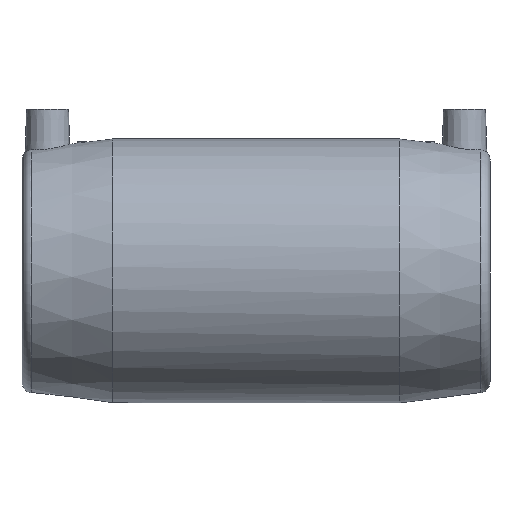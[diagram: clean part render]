
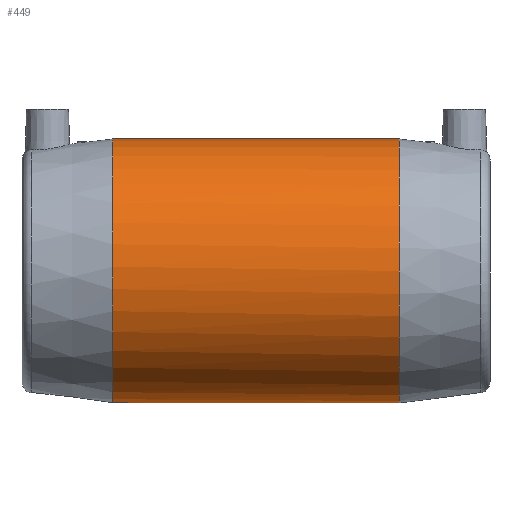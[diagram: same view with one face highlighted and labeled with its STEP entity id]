
A CAD part, front view. The second image highlights one B-rep face of the part: STEP entity #449.
In plain terms, the highlighted cylindrical face has radius 59.5 mm (diameter 119 mm), a full revolution.
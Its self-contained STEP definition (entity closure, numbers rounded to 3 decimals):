
#71=B_SPLINE_CURVE_WITH_KNOTS('',3,(#1050,#1051,#1052,#1053,#1054,#1055,
#1056,#1057,#1058,#1059,#1060,#1061,#1062,#1063,#1064,#1065,#1066,#1067,
#1068,#1069,#1070,#1071,#1072,#1073,#1074,#1075,#1076,#1077,#1078,#1079,
#1080,#1081,#1082,#1083,#1084,#1085,#1086,#1087,#1088,#1089,#1090,#1091,
#1092,#1093,#1094,#1095,#1096,#1097,#1098,#1099,#1100,#1101,#1102,#1103,
#1104,#1105),.UNSPECIFIED.,.T.,.F.,(1,1,1,1,1,1,1,1,1,1,1,1,1,1,1,1,1,1,
1,1,1,1,1,1,1,1,1,1,1,1,1,1,1,1,1,1,1,1,1,1,1,1,1,1,1,1,1,1,1,1,1,1,1,1,
1,1,1,1,1,1),(-0.016,-0.008,-0.004,
0.,0.008,0.012,0.016,
0.02,0.024,0.032,0.04,
0.044,0.048,0.052,0.056,
0.064,0.068,0.072,0.08,
0.088,0.092,0.096,0.1,
0.104,0.108,0.112,0.12,
0.124,0.128,0.136,0.14,
0.144,0.148,0.152,0.16,
0.164,0.168,0.172,0.176,0.18,
0.184,0.188,0.192,0.196,
0.2,0.204,0.208,0.216,
0.22,0.224,0.229,0.233,
0.237,0.241,0.249,0.253,
0.257,0.265,0.269,0.273),
 .UNSPECIFIED.);
#127=ORIENTED_EDGE('',*,*,#193,.T.);
#128=ORIENTED_EDGE('',*,*,#192,.F.);
#129=ORIENTED_EDGE('',*,*,#197,.T.);
#192=EDGE_CURVE('',#237,#237,#270,.T.);
#193=EDGE_CURVE('',#238,#238,#71,.T.);
#197=EDGE_CURVE('',#242,#242,#273,.T.);
#237=VERTEX_POINT('',#881);
#238=VERTEX_POINT('',#1106);
#242=VERTEX_POINT('',#1124);
#270=CIRCLE('',#513,59.5);
#273=CIRCLE('',#519,59.5);
#325=EDGE_LOOP('',(#127));
#326=EDGE_LOOP('',(#128));
#327=EDGE_LOOP('',(#129));
#393=FACE_BOUND('',#325,.T.);
#394=FACE_BOUND('',#326,.T.);
#395=FACE_BOUND('',#327,.T.);
#423=CYLINDRICAL_SURFACE('',#518,59.5);
#449=ADVANCED_FACE('',(#393,#394,#395),#423,.T.);
#513=AXIS2_PLACEMENT_3D('',#880,#617,#618);
#518=AXIS2_PLACEMENT_3D('',#1122,#627,#628);
#519=AXIS2_PLACEMENT_3D('',#1123,#629,#630);
#617=DIRECTION('',(-1.,0.,0.));
#618=DIRECTION('',(0.,0.,1.));
#627=DIRECTION('',(-1.,0.,0.));
#628=DIRECTION('',(0.,0.,1.));
#629=DIRECTION('',(-1.,0.,0.));
#630=DIRECTION('',(0.,0.,1.));
#880=CARTESIAN_POINT('',(-64.5,0.,0.));
#881=CARTESIAN_POINT('',(-64.5,0.,59.5));
#1050=CARTESIAN_POINT('',(40.847,59.41,-4.004));
#1051=CARTESIAN_POINT('',(41.155,59.591,1.33));
#1052=CARTESIAN_POINT('',(40.526,59.22,6.703));
#1053=CARTESIAN_POINT('',(39.062,58.377,11.704));
#1054=CARTESIAN_POINT('',(37.565,57.533,15.317));
#1055=CARTESIAN_POINT('',(35.705,56.514,18.716));
#1056=CARTESIAN_POINT('',(32.833,54.998,22.886));
#1057=CARTESIAN_POINT('',(28.477,52.85,27.526));
#1058=CARTESIAN_POINT('',(23.431,50.705,31.197));
#1059=CARTESIAN_POINT('',(18.926,49.108,33.616));
#1060=CARTESIAN_POINT('',(15.407,48.046,35.11));
#1061=CARTESIAN_POINT('',(11.733,47.149,36.301));
#1062=CARTESIAN_POINT('',(6.578,46.226,37.471));
#1063=CARTESIAN_POINT('',(1.32,45.831,37.943));
#1064=CARTESIAN_POINT('',(-4.042,46.035,37.697));
#1065=CARTESIAN_POINT('',(-9.248,46.612,36.987));
#1066=CARTESIAN_POINT('',(-15.594,47.991,35.225));
#1067=CARTESIAN_POINT('',(-21.28,49.895,32.482));
#1068=CARTESIAN_POINT('',(-25.516,51.592,29.678));
#1069=CARTESIAN_POINT('',(-28.441,52.881,27.32));
#1070=CARTESIAN_POINT('',(-31.129,54.157,24.704));
#1071=CARTESIAN_POINT('',(-33.591,55.398,21.792));
#1072=CARTESIAN_POINT('',(-35.753,56.54,18.636));
#1073=CARTESIAN_POINT('',(-38.2,57.882,14.145));
#1074=CARTESIAN_POINT('',(-39.971,58.899,9.116));
#1075=CARTESIAN_POINT('',(-40.856,59.416,3.915));
#1076=CARTESIAN_POINT('',(-41.148,59.587,-1.453));
#1077=CARTESIAN_POINT('',(-40.534,59.225,-6.667));
#1078=CARTESIAN_POINT('',(-39.046,58.368,-11.757));
#1079=CARTESIAN_POINT('',(-37.555,57.528,-15.332));
#1080=CARTESIAN_POINT('',(-35.715,56.52,-18.702));
#1081=CARTESIAN_POINT('',(-32.801,54.982,-22.927));
#1082=CARTESIAN_POINT('',(-29.381,53.294,-26.57));
#1083=CARTESIAN_POINT('',(-25.433,51.557,-29.739));
#1084=CARTESIAN_POINT('',(-22.293,50.301,-31.808));
#1085=CARTESIAN_POINT('',(-18.969,49.123,-33.593));
#1086=CARTESIAN_POINT('',(-15.45,48.057,-35.096));
#1087=CARTESIAN_POINT('',(-11.727,47.148,-36.302));
#1088=CARTESIAN_POINT('',(-7.923,46.466,-37.168));
#1089=CARTESIAN_POINT('',(-3.994,46.031,-37.702));
#1090=CARTESIAN_POINT('',(0.013,45.883,-37.881));
#1091=CARTESIAN_POINT('',(3.958,46.03,-37.704));
#1092=CARTESIAN_POINT('',(7.894,46.46,-37.175));
#1093=CARTESIAN_POINT('',(11.743,47.152,-36.297));
#1094=CARTESIAN_POINT('',(16.65,48.349,-34.708));
#1095=CARTESIAN_POINT('',(21.285,49.896,-32.479));
#1096=CARTESIAN_POINT('',(25.466,51.571,-29.713));
#1097=CARTESIAN_POINT('',(28.425,52.874,-27.337));
#1098=CARTESIAN_POINT('',(31.124,54.155,-24.709));
#1099=CARTESIAN_POINT('',(33.551,55.378,-21.841));
#1100=CARTESIAN_POINT('',(35.707,56.516,-18.715));
#1101=CARTESIAN_POINT('',(38.195,57.879,-14.157));
#1102=CARTESIAN_POINT('',(39.928,58.874,-9.276));
#1103=CARTESIAN_POINT('',(40.847,59.41,-4.004));
#1104=CARTESIAN_POINT('',(41.155,59.591,1.33));
#1105=CARTESIAN_POINT('',(40.526,59.22,6.703));
#1106=CARTESIAN_POINT('',(41.,59.5,0.));
#1122=CARTESIAN_POINT('',(-60.,0.,0.));
#1123=CARTESIAN_POINT('',(64.5,0.,0.));
#1124=CARTESIAN_POINT('',(64.5,0.,59.5));
